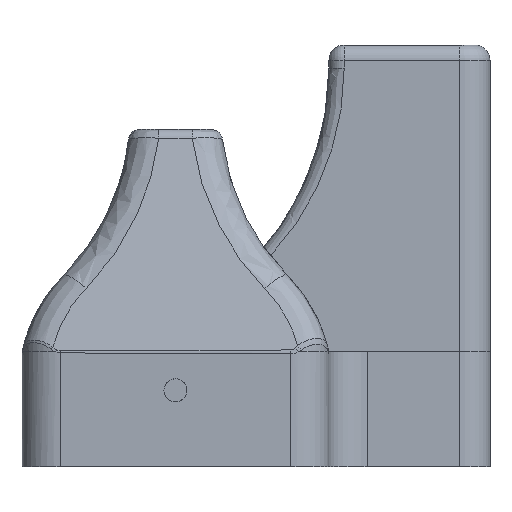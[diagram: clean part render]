
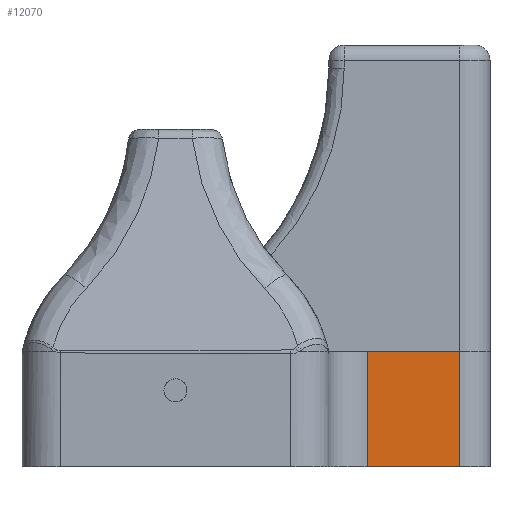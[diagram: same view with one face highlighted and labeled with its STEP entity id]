
A CAD part, front view. The second image highlights one B-rep face of the part: STEP entity #12070.
In plain terms, the highlighted planar face has unit normal (0, -1, 0).
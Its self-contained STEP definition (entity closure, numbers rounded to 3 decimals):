
#2410 = PLANE('',#2411);
#2411 = AXIS2_PLACEMENT_3D('',#2412,#2413,#2414);
#2412 = CARTESIAN_POINT('',(20.,-60.,0.));
#2413 = DIRECTION('',(0.,0.,-1.));
#2414 = DIRECTION('',(1.,0.,0.));
#4759 = VERTEX_POINT('',#4760);
#4760 = CARTESIAN_POINT('',(25.,-22.,15.));
#4779 = CYLINDRICAL_SURFACE('',#4780,5.);
#4780 = AXIS2_PLACEMENT_3D('',#4781,#4782,#4783);
#4781 = CARTESIAN_POINT('',(25.,-27.,0.));
#4782 = DIRECTION('',(0.,0.,1.));
#4783 = DIRECTION('',(0.,1.,0.));
#4807 = PLANE('',#4808);
#4808 = AXIS2_PLACEMENT_3D('',#4809,#4810,#4811);
#4809 = CARTESIAN_POINT('',(20.,-22.,15.));
#4810 = DIRECTION('',(0.,-1.,0.));
#4811 = DIRECTION('',(-1.,0.,0.));
#6702 = EDGE_CURVE('',#6703,#6705,#6707,.T.);
#6703 = VERTEX_POINT('',#6704);
#6704 = CARTESIAN_POINT('',(25.,-22.,0.));
#6705 = VERTEX_POINT('',#6706);
#6706 = CARTESIAN_POINT('',(37.,-22.,0.));
#6707 = SURFACE_CURVE('',#6708,(#6712,#6719),.PCURVE_S1.);
#6708 = LINE('',#6709,#6710);
#6709 = CARTESIAN_POINT('',(20.,-22.,0.));
#6710 = VECTOR('',#6711,1.);
#6711 = DIRECTION('',(1.,0.,0.));
#6712 = PCURVE('',#2410,#6713);
#6713 = DEFINITIONAL_REPRESENTATION('',(#6714),#6718);
#6714 = LINE('',#6715,#6716);
#6715 = CARTESIAN_POINT('',(0.,-38.));
#6716 = VECTOR('',#6717,1.);
#6717 = DIRECTION('',(1.,0.));
#6718 = ( GEOMETRIC_REPRESENTATION_CONTEXT(2) 
PARAMETRIC_REPRESENTATION_CONTEXT() REPRESENTATION_CONTEXT('2D SPACE',''
  ) );
#6719 = PCURVE('',#6720,#6725);
#6720 = PLANE('',#6721);
#6721 = AXIS2_PLACEMENT_3D('',#6722,#6723,#6724);
#6722 = CARTESIAN_POINT('',(20.,-22.,0.));
#6723 = DIRECTION('',(0.,-1.,0.));
#6724 = DIRECTION('',(-1.,0.,0.));
#6725 = DEFINITIONAL_REPRESENTATION('',(#6726),#6730);
#6726 = LINE('',#6727,#6728);
#6727 = CARTESIAN_POINT('',(0.,0.));
#6728 = VECTOR('',#6729,1.);
#6729 = DIRECTION('',(-1.,0.));
#6730 = ( GEOMETRIC_REPRESENTATION_CONTEXT(2) 
PARAMETRIC_REPRESENTATION_CONTEXT() REPRESENTATION_CONTEXT('2D SPACE',''
  ) );
#6753 = CYLINDRICAL_SURFACE('',#6754,4.);
#6754 = AXIS2_PLACEMENT_3D('',#6755,#6756,#6757);
#6755 = CARTESIAN_POINT('',(37.,-18.,0.));
#6756 = DIRECTION('',(0.,0.,1.));
#6757 = DIRECTION('',(0.,-1.,0.));
#10990 = EDGE_CURVE('',#6703,#4759,#10991,.T.);
#10991 = SURFACE_CURVE('',#10992,(#10996,#11003),.PCURVE_S1.);
#10992 = LINE('',#10993,#10994);
#10993 = CARTESIAN_POINT('',(25.,-22.,0.));
#10994 = VECTOR('',#10995,1.);
#10995 = DIRECTION('',(0.,0.,1.));
#10996 = PCURVE('',#4779,#10997);
#10997 = DEFINITIONAL_REPRESENTATION('',(#10998),#11002);
#10998 = LINE('',#10999,#11000);
#10999 = CARTESIAN_POINT('',(0.,0.));
#11000 = VECTOR('',#11001,1.);
#11001 = DIRECTION('',(0.,1.));
#11002 = ( GEOMETRIC_REPRESENTATION_CONTEXT(2) 
PARAMETRIC_REPRESENTATION_CONTEXT() REPRESENTATION_CONTEXT('2D SPACE',''
  ) );
#11003 = PCURVE('',#6720,#11004);
#11004 = DEFINITIONAL_REPRESENTATION('',(#11005),#11009);
#11005 = LINE('',#11006,#11007);
#11006 = CARTESIAN_POINT('',(-5.,0.));
#11007 = VECTOR('',#11008,1.);
#11008 = DIRECTION('',(0.,-1.));
#11009 = ( GEOMETRIC_REPRESENTATION_CONTEXT(2) 
PARAMETRIC_REPRESENTATION_CONTEXT() REPRESENTATION_CONTEXT('2D SPACE',''
  ) );
#11442 = VERTEX_POINT('',#11443);
#11443 = CARTESIAN_POINT('',(37.,-22.,15.));
#11466 = EDGE_CURVE('',#4759,#11442,#11467,.T.);
#11467 = SURFACE_CURVE('',#11468,(#11472,#11479),.PCURVE_S1.);
#11468 = LINE('',#11469,#11470);
#11469 = CARTESIAN_POINT('',(20.,-22.,15.));
#11470 = VECTOR('',#11471,1.);
#11471 = DIRECTION('',(1.,0.,0.));
#11472 = PCURVE('',#4807,#11473);
#11473 = DEFINITIONAL_REPRESENTATION('',(#11474),#11478);
#11474 = LINE('',#11475,#11476);
#11475 = CARTESIAN_POINT('',(0.,0.));
#11476 = VECTOR('',#11477,1.);
#11477 = DIRECTION('',(-1.,0.));
#11478 = ( GEOMETRIC_REPRESENTATION_CONTEXT(2) 
PARAMETRIC_REPRESENTATION_CONTEXT() REPRESENTATION_CONTEXT('2D SPACE',''
  ) );
#11479 = PCURVE('',#6720,#11480);
#11480 = DEFINITIONAL_REPRESENTATION('',(#11481),#11485);
#11481 = LINE('',#11482,#11483);
#11482 = CARTESIAN_POINT('',(0.,-15.));
#11483 = VECTOR('',#11484,1.);
#11484 = DIRECTION('',(-1.,0.));
#11485 = ( GEOMETRIC_REPRESENTATION_CONTEXT(2) 
PARAMETRIC_REPRESENTATION_CONTEXT() REPRESENTATION_CONTEXT('2D SPACE',''
  ) );
#12070 = ADVANCED_FACE('',(#12071),#6720,.T.);
#12071 = FACE_BOUND('',#12072,.F.);
#12072 = EDGE_LOOP('',(#12073,#12074,#12075,#12076));
#12073 = ORIENTED_EDGE('',*,*,#6702,.F.);
#12074 = ORIENTED_EDGE('',*,*,#10990,.T.);
#12075 = ORIENTED_EDGE('',*,*,#11466,.T.);
#12076 = ORIENTED_EDGE('',*,*,#12077,.F.);
#12077 = EDGE_CURVE('',#6705,#11442,#12078,.T.);
#12078 = SURFACE_CURVE('',#12079,(#12083,#12090),.PCURVE_S1.);
#12079 = LINE('',#12080,#12081);
#12080 = CARTESIAN_POINT('',(37.,-22.,0.));
#12081 = VECTOR('',#12082,1.);
#12082 = DIRECTION('',(0.,0.,1.));
#12083 = PCURVE('',#6720,#12084);
#12084 = DEFINITIONAL_REPRESENTATION('',(#12085),#12089);
#12085 = LINE('',#12086,#12087);
#12086 = CARTESIAN_POINT('',(-17.,0.));
#12087 = VECTOR('',#12088,1.);
#12088 = DIRECTION('',(0.,-1.));
#12089 = ( GEOMETRIC_REPRESENTATION_CONTEXT(2) 
PARAMETRIC_REPRESENTATION_CONTEXT() REPRESENTATION_CONTEXT('2D SPACE',''
  ) );
#12090 = PCURVE('',#6753,#12091);
#12091 = DEFINITIONAL_REPRESENTATION('',(#12092),#12096);
#12092 = LINE('',#12093,#12094);
#12093 = CARTESIAN_POINT('',(0.,0.));
#12094 = VECTOR('',#12095,1.);
#12095 = DIRECTION('',(0.,1.));
#12096 = ( GEOMETRIC_REPRESENTATION_CONTEXT(2) 
PARAMETRIC_REPRESENTATION_CONTEXT() REPRESENTATION_CONTEXT('2D SPACE',''
  ) );
